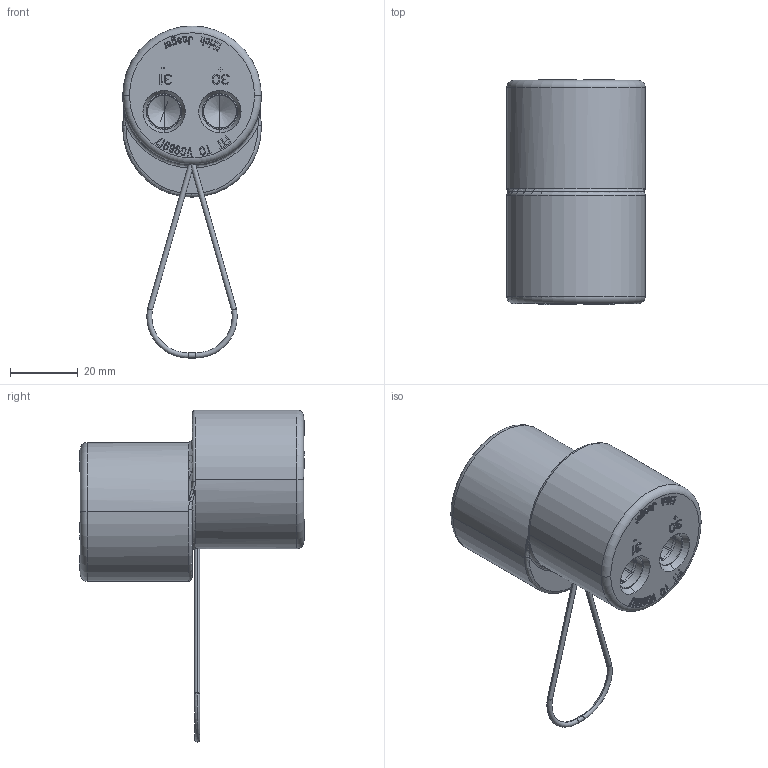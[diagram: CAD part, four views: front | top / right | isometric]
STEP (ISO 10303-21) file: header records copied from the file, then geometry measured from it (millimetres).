
FILE_DESCRIPTION((''),'2;1');
FILE_NAME('301109_SW0001','2020-09-07T13:41:50',('teru'),(''),'CREO PARAMETRIC BY PTC INC, 2017380','CREO PARAMETRIC BY PTC INC, 2017380','');
FILE_SCHEMA(('CONFIG_CONTROL_DESIGN'));
Length unit declared in the file: millimetre
Products named in the file (1): 301109_SW0001
Bounding box: 41 x 66.6 x 98.17 mm (x, y, z)
Volume: 77549.1 mm3; surface area: 16435.4 mm2
Topology: 1 solids, 2 shells, 1947 faces, 5573 edges, 3704 vertices
Faces by surface type: plane 1841, torus 45, cylinder 32, cone 17, bspline 10, sphere 2
Entity records: 63082 total; most frequent: CARTESIAN_POINT 12167, ORIENTED_EDGE 11126, DIRECTION 9570, EDGE_CURVE 5563, VECTOR 5212, LINE 5212, VERTEX_POINT 3704, AXIS2_PLACEMENT_3D 2179
